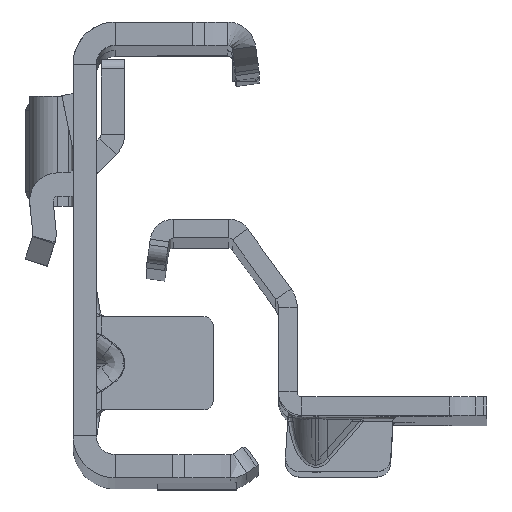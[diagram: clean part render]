
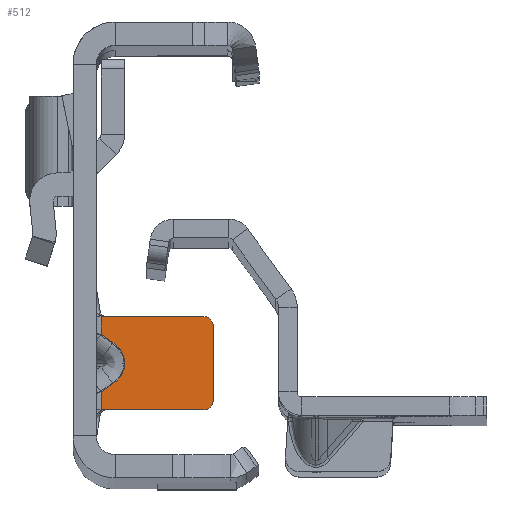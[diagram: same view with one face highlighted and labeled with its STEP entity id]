
A CAD part, top view. The second image highlights one B-rep face of the part: STEP entity #512.
In plain terms, the highlighted planar face has unit normal (0, 0, 1).
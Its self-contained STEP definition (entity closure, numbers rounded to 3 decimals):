
#15 = LINE ( 'NONE', #10299, #10175 ) ;
#150 = ORIENTED_EDGE ( 'NONE', *, *, #10971, .F. ) ;
#155 = DIRECTION ( 'NONE',  ( 0., 1., 0. ) ) ;
#220 = CARTESIAN_POINT ( 'NONE',  ( 1.757, -12.792, -641.5 ) ) ;
#247 = CARTESIAN_POINT ( 'NONE',  ( 0.5, 22.3, -641.5 ) ) ;
#512 = ADVANCED_FACE ( 'NONE', ( #18613 ), #9698, .F. ) ;
#682 = VECTOR ( 'NONE', #7045, 1000. ) ;
#695 = EDGE_CURVE ( 'NONE', #11351, #10004, #11593, .T. ) ;
#943 =( BOUNDED_CURVE ( )  B_SPLINE_CURVE ( 3, ( #220, #16464, #7711, #7804 ),
 .UNSPECIFIED., .F., .F. ) 
 B_SPLINE_CURVE_WITH_KNOTS ( ( 4, 4 ),
 ( 2.356, 3.927 ),
 .UNSPECIFIED. ) 
 CURVE ( )  GEOMETRIC_REPRESENTATION_ITEM ( )  RATIONAL_B_SPLINE_CURVE ( ( 1., 0.805, 0.805, 1. ) ) 
 REPRESENTATION_ITEM ( '' )  );
#1009 = EDGE_CURVE ( 'NONE', #14129, #6356, #4195, .T. ) ;
#1204 = ORIENTED_EDGE ( 'NONE', *, *, #3632, .T. ) ;
#1271 = EDGE_CURVE ( 'NONE', #17304, #11351, #8606, .T. ) ;
#1405 = ORIENTED_EDGE ( 'NONE', *, *, #11414, .F. ) ;
#2099 = VECTOR ( 'NONE', #12652, 1000. ) ;
#2104 = VERTEX_POINT ( 'NONE', #15518 ) ;
#2164 = CIRCLE ( 'NONE', #7040, 1. ) ;
#2219 = DIRECTION ( 'NONE',  ( -1., 0., 0. ) ) ;
#2364 = VERTEX_POINT ( 'NONE', #16059 ) ;
#2478 = CARTESIAN_POINT ( 'NONE',  ( 12.5, -6.6, -641.5 ) ) ;
#2605 = DIRECTION ( 'NONE',  ( 0., 0., 1. ) ) ;
#2859 = ORIENTED_EDGE ( 'NONE', *, *, #3079, .T. ) ;
#3000 = DIRECTION ( 'NONE',  ( 1., 0., 0. ) ) ;
#3018 = DIRECTION ( 'NONE',  ( 0., 1., 0. ) ) ;
#3079 = EDGE_CURVE ( 'NONE', #8070, #17304, #14819, .T. ) ;
#3526 = ORIENTED_EDGE ( 'NONE', *, *, #695, .T. ) ;
#3615 = VERTEX_POINT ( 'NONE', #6595 ) ;
#3624 = CARTESIAN_POINT ( 'NONE',  ( 1.757, -12.792, -641.5 ) ) ;
#3632 = EDGE_CURVE ( 'NONE', #9719, #3615, #6689, .T. ) ;
#3642 = LINE ( 'NONE', #10940, #7841 ) ;
#3650 = AXIS2_PLACEMENT_3D ( 'NONE', #15553, #5460, #11318 ) ;
#4195 = LINE ( 'NONE', #7152, #15623 ) ;
#4215 = DIRECTION ( 'NONE',  ( 0., 1., 0. ) ) ;
#4391 = CARTESIAN_POINT ( 'NONE',  ( 1.757, -8.408, -641.5 ) ) ;
#4744 = ORIENTED_EDGE ( 'NONE', *, *, #15599, .F. ) ;
#4947 = CARTESIAN_POINT ( 'NONE',  ( 0.708, -5.6, -641.5 ) ) ;
#5258 = AXIS2_PLACEMENT_3D ( 'NONE', #10314, #16165, #3018 ) ;
#5341 = CARTESIAN_POINT ( 'NONE',  ( 0.5, -7.519, -641.5 ) ) ;
#5460 = DIRECTION ( 'NONE',  ( 0., 0., -1. ) ) ;
#5537 = EDGE_CURVE ( 'NONE', #10004, #2364, #2164, .T. ) ;
#5621 = LINE ( 'NONE', #14265, #682 ) ;
#6012 = VECTOR ( 'NONE', #155, 1000. ) ;
#6356 = VERTEX_POINT ( 'NONE', #5341 ) ;
#6595 = CARTESIAN_POINT ( 'NONE',  ( 0.5, -5.6, -641.5 ) ) ;
#6689 = LINE ( 'NONE', #8128, #2099 ) ;
#7040 = AXIS2_PLACEMENT_3D ( 'NONE', #11736, #2605, #8460 ) ;
#7045 = DIRECTION ( 'NONE',  ( 0.816, 0.577, 0. ) ) ;
#7152 = CARTESIAN_POINT ( 'NONE',  ( 1.367, -8.131, -641.5 ) ) ;
#7311 = CARTESIAN_POINT ( 'NONE',  ( 11.5, -15.6, -641.5 ) ) ;
#7312 = EDGE_LOOP ( 'NONE', ( #16343, #4744, #1405, #18308, #17341, #2859, #10081, #3526, #16465, #18663, #1204, #150 ) ) ;
#7446 = DIRECTION ( 'NONE',  ( -0.816, 0.577, 0. ) ) ;
#7711 = CARTESIAN_POINT ( 'NONE',  ( 3.573, -9.692, -641.5 ) ) ;
#7804 = CARTESIAN_POINT ( 'NONE',  ( 1.757, -8.408, -641.5 ) ) ;
#7841 = VECTOR ( 'NONE', #2219, 1000. ) ;
#8070 = VERTEX_POINT ( 'NONE', #9118 ) ;
#8075 = LINE ( 'NONE', #12312, #15415 ) ;
#8128 = CARTESIAN_POINT ( 'NONE',  ( -1.826, -5.6, -641.5 ) ) ;
#8169 = DIRECTION ( 'NONE',  ( 0., 1., 0. ) ) ;
#8213 = VECTOR ( 'NONE', #13479, 1000. ) ;
#8460 = DIRECTION ( 'NONE',  ( 0., -1., 0. ) ) ;
#8606 = CIRCLE ( 'NONE', #5258, 1. ) ;
#9118 = CARTESIAN_POINT ( 'NONE',  ( 0.708, -15.6, -641.5 ) ) ;
#9698 = PLANE ( 'NONE',  #3650 ) ;
#9719 = VERTEX_POINT ( 'NONE', #4947 ) ;
#10004 = VERTEX_POINT ( 'NONE', #2478 ) ;
#10081 = ORIENTED_EDGE ( 'NONE', *, *, #1271, .T. ) ;
#10175 = VECTOR ( 'NONE', #3000, 1000. ) ;
#10299 = CARTESIAN_POINT ( 'NONE',  ( -1.826, -15.6, -641.5 ) ) ;
#10314 = CARTESIAN_POINT ( 'NONE',  ( 11.5, -14.6, -641.5 ) ) ;
#10876 = EDGE_CURVE ( 'NONE', #12400, #8070, #15, .T. ) ;
#10940 = CARTESIAN_POINT ( 'NONE',  ( -1.826, -5.6, -641.5 ) ) ;
#10971 = EDGE_CURVE ( 'NONE', #6356, #3615, #8075, .T. ) ;
#11318 = DIRECTION ( 'NONE',  ( 0., 1., 0. ) ) ;
#11351 = VERTEX_POINT ( 'NONE', #18052 ) ;
#11414 = EDGE_CURVE ( 'NONE', #2104, #13955, #5621, .T. ) ;
#11590 = LINE ( 'NONE', #247, #6012 ) ;
#11593 = LINE ( 'NONE', #16306, #16847 ) ;
#11736 = CARTESIAN_POINT ( 'NONE',  ( 11.5, -6.6, -641.5 ) ) ;
#12136 = CARTESIAN_POINT ( 'NONE',  ( -1.826, -15.6, -641.5 ) ) ;
#12312 = CARTESIAN_POINT ( 'NONE',  ( 0.5, 22.3, -641.5 ) ) ;
#12400 = VERTEX_POINT ( 'NONE', #16040 ) ;
#12652 = DIRECTION ( 'NONE',  ( -1., 0., 0. ) ) ;
#13479 = DIRECTION ( 'NONE',  ( 1., 0., 0. ) ) ;
#13955 = VERTEX_POINT ( 'NONE', #3624 ) ;
#14129 = VERTEX_POINT ( 'NONE', #4391 ) ;
#14265 = CARTESIAN_POINT ( 'NONE',  ( 2.624, -12.179, -641.5 ) ) ;
#14819 = LINE ( 'NONE', #12136, #8213 ) ;
#15415 = VECTOR ( 'NONE', #8169, 1000. ) ;
#15518 = CARTESIAN_POINT ( 'NONE',  ( 0.5, -13.681, -641.5 ) ) ;
#15553 = CARTESIAN_POINT ( 'NONE',  ( -37.326, 22.3, -641.5 ) ) ;
#15599 = EDGE_CURVE ( 'NONE', #13955, #14129, #943, .T. ) ;
#15623 = VECTOR ( 'NONE', #7446, 1000. ) ;
#16040 = CARTESIAN_POINT ( 'NONE',  ( 0.5, -15.6, -641.5 ) ) ;
#16059 = CARTESIAN_POINT ( 'NONE',  ( 11.5, -5.6, -641.5 ) ) ;
#16165 = DIRECTION ( 'NONE',  ( 0., 0., 1. ) ) ;
#16306 = CARTESIAN_POINT ( 'NONE',  ( 12.5, -6.6, -641.5 ) ) ;
#16343 = ORIENTED_EDGE ( 'NONE', *, *, #1009, .F. ) ;
#16464 = CARTESIAN_POINT ( 'NONE',  ( 3.573, -11.508, -641.5 ) ) ;
#16465 = ORIENTED_EDGE ( 'NONE', *, *, #5537, .T. ) ;
#16847 = VECTOR ( 'NONE', #4215, 1000. ) ;
#16905 = EDGE_CURVE ( 'NONE', #2364, #9719, #3642, .T. ) ;
#17118 = EDGE_CURVE ( 'NONE', #12400, #2104, #11590, .T. ) ;
#17304 = VERTEX_POINT ( 'NONE', #7311 ) ;
#17341 = ORIENTED_EDGE ( 'NONE', *, *, #10876, .T. ) ;
#18052 = CARTESIAN_POINT ( 'NONE',  ( 12.5, -14.6, -641.5 ) ) ;
#18308 = ORIENTED_EDGE ( 'NONE', *, *, #17118, .F. ) ;
#18613 = FACE_OUTER_BOUND ( 'NONE', #7312, .T. ) ;
#18663 = ORIENTED_EDGE ( 'NONE', *, *, #16905, .T. ) ;
